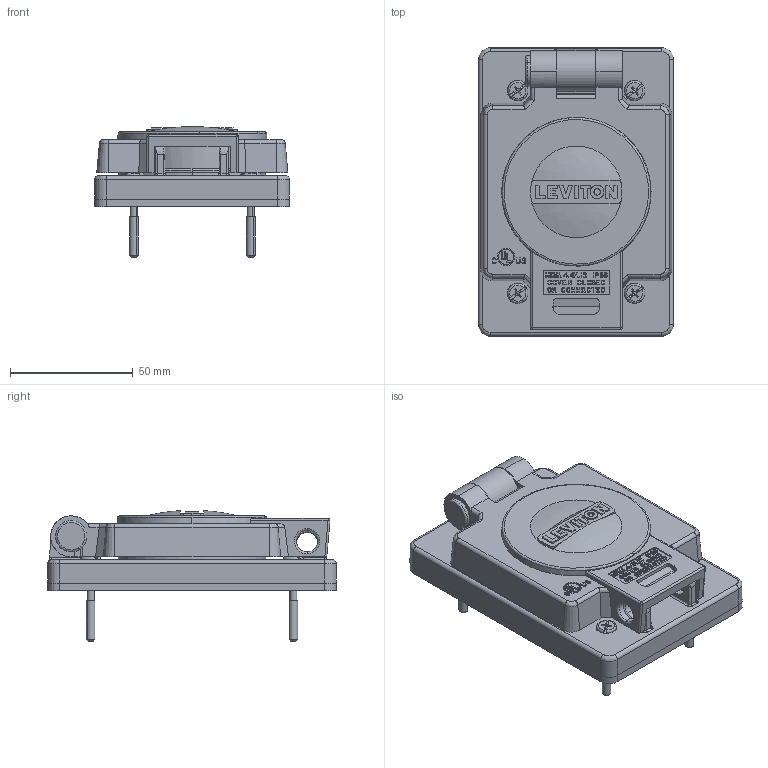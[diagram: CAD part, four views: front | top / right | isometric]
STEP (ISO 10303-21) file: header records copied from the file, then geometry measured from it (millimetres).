
FILE_DESCRIPTION (( 'STEP AP214' ), '1' );
FILE_NAME ('60W05.STEP', '2019-01-03T19:39:49', ( '' ), ( '' ), 'SwSTEP 2.0', 'SolidWorks 2017', '' );
FILE_SCHEMA (( 'AUTOMOTIVE_DESIGN' ));
Length unit declared in the file: inch
Products named in the file (1): 60W05
Bounding box: 79.38 x 117.47 x 53.28 mm (x, y, z)
Surface area: 44809.6 mm2 (no closed solid volume)
Topology: 0 solids, 22 shells, 786 faces, 2732 edges, 1898 vertices
Faces by surface type: plane 416, cylinder 282, bspline 50, cone 20, torus 18
Entity records: 46179 total; most frequent: CARTESIAN_POINT 14612, ORIENTED_EDGE 4503, DIRECTION 3620, EDGE_CURVE 2728, VERTEX_POINT 1898, LINE 1436, VECTOR 1436, AXIS2_PLACEMENT_3D 1092
